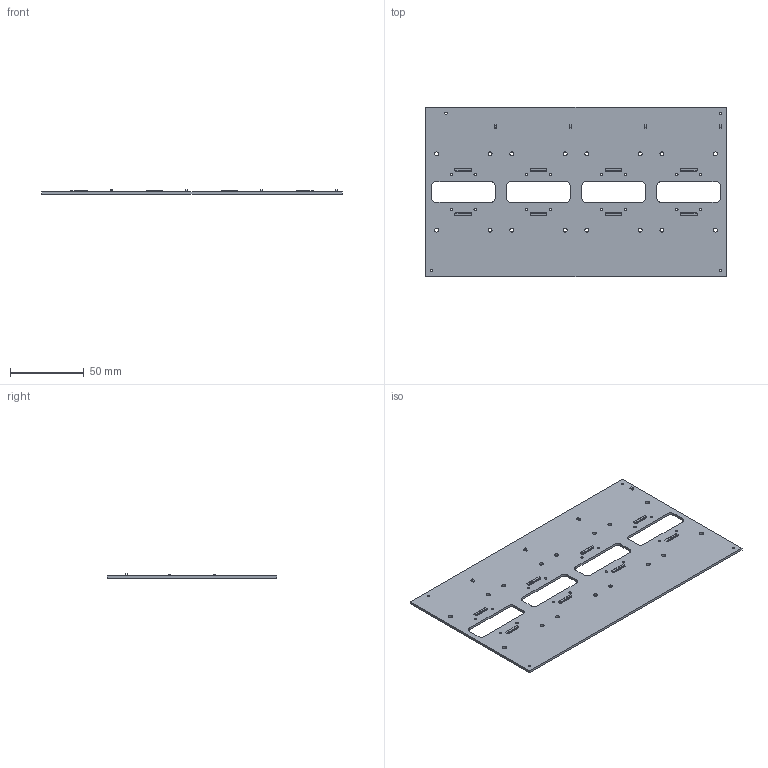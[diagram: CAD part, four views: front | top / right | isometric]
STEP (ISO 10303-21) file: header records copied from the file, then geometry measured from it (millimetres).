
FILE_DESCRIPTION(('FreeCAD Model'),'2;1');
FILE_NAME('Open CASCADE Shape Model','2022-08-03T16:36:16',( 'Caleb Fangmeier'),('UNL'),'Open CASCADE STEP processor 7.6', 'FreeCAD','Unknown');
FILE_SCHEMA(('AUTOMOTIVE_DESIGN { 1 0 10303 214 1 1 1 1 }'));
Length unit declared in the file: millimetre
Products named in the file (65): etl_assembly_plate_pcb_v3; Board_Geoms_ff46; Local_CS_ff46; Pcb_ff46; PCB_Sketch_ff46; Step_Models_ff46; Top_ff46; J1_ASSEMBLY_0000612dbc38; Body; Pins054; Pins; Pins001; Pins002; Pins003; Pins004; Pins005; Pins006; Pins007; Pins008; Pins009; Pins010; Pins011; Pins012; Pins013; Pins014; Pins015; Pins016; Pins017; Pins018; Pins019; Pins020; Pins021; Pins022; Pins023; Pins024; Pins025; Pins026; Pins027; Pins028; Pins029 ...
Assembly tree (74 placements, depth 6):
  etl_assembly_plate_pcb_v3
    Board_Geoms_ff46
      Local_CS_ff46
      Pcb_ff46
      PCB_Sketch_ff46
    Step_Models_ff46
      Top_ff46
        J1_ASSEMBLY_0000612dbc38  x8
          Body
          Pins054
            Pins
            Pins001
            Pins002
            Pins003
            Pins004
            Pins005
            Pins006
            Pins007
            Pins008
            Pins009
            Pins010
            Pins011
            Pins012
            Pins013
            Pins014
            Pins015
            Pins016
            Pins017
            Pins018
            Pins019
            Pins020
            Pins021
            Pins022
            Pins023
            Pins024
            Pins025
            Pins026
            Pins027
            Pins028
            Pins029
            Pins030
            Pins031
            Pins032
            Pins033
            Pins034
            Pins035
            Pins036
            Pins037
            Pins038
            Pins039
            Pins040
            Pins041
            Pins042
            Pins043
            Pins044
            Pins045
            Pins046
            Pins047
            Pins048
            Pins049
Bounding box: 203.2 x 114.3 x 3.16 mm (x, y, z)
Volume: 34065.5 mm3; surface area: 44154.9 mm2
Topology: 445 solids, 445 shells, 3010 faces, 6204 edges, 4120 vertices
Faces by surface type: plane 2718, cylinder 196, torus 96
Full cylindrical faces by diameter (mm): 1.6 x20, 2.7 x16
Entity records: 15147 total; most frequent: DIRECTION 2402, CARTESIAN_POINT 2385, ORIENTED_EDGE 2088, EDGE_CURVE 1044, LINE 864, VECTOR 864, AXIS2_PLACEMENT_3D 769, VERTEX_POINT 680
